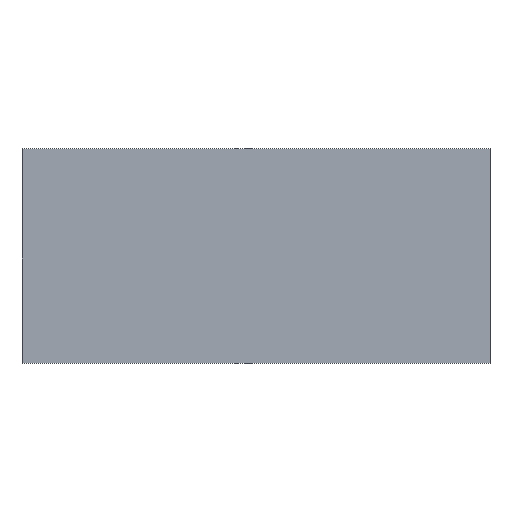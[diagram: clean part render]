
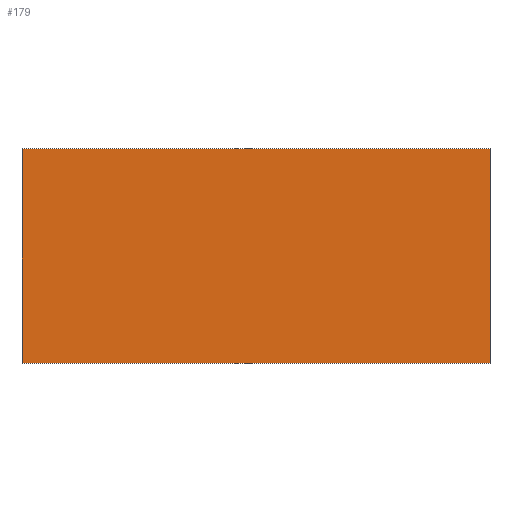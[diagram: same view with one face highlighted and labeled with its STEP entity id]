
A CAD part, top view. The second image highlights one B-rep face of the part: STEP entity #179.
In plain terms, the highlighted planar face has unit normal (0, 0, 1).
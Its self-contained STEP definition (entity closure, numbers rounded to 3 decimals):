
#79=CARTESIAN_POINT('Vertex',(0.,0.,35.)) ;
#82=CARTESIAN_POINT('Line Origine',(0.,550.,35.)) ;
#86=CARTESIAN_POINT('Vertex',(0.,1100.,35.)) ;
#141=CARTESIAN_POINT('Vertex',(2400.,0.,35.)) ;
#144=CARTESIAN_POINT('Line Origine',(1200.,0.,35.)) ;
#156=CARTESIAN_POINT('Axis2P3D Location',(0.,0.,35.)) ;
#161=CARTESIAN_POINT('Line Origine',(2400.,550.,35.)) ;
#165=CARTESIAN_POINT('Vertex',(2400.,1100.,35.)) ;
#168=CARTESIAN_POINT('Line Origine',(1200.,1100.,35.)) ;
#83=DIRECTION('Vector Direction',(0.,-1.,0.)) ;
#145=DIRECTION('Vector Direction',(1.,0.,0.)) ;
#157=DIRECTION('Axis2P3D Direction',(0.,0.,1.)) ;
#158=DIRECTION('Axis2P3D XDirection',(1.,0.,0.)) ;
#162=DIRECTION('Vector Direction',(0.,1.,0.)) ;
#169=DIRECTION('Vector Direction',(1.,0.,0.)) ;
#159=AXIS2_PLACEMENT_3D('Plane Axis2P3D',#156,#157,#158) ;
#174=ORIENTED_EDGE('',*,*,#88,.T.) ;
#175=ORIENTED_EDGE('',*,*,#148,.T.) ;
#176=ORIENTED_EDGE('',*,*,#167,.T.) ;
#177=ORIENTED_EDGE('',*,*,#172,.T.) ;
#84=VECTOR('Line Direction',#83,1.) ;
#146=VECTOR('Line Direction',#145,1.) ;
#163=VECTOR('Line Direction',#162,1.) ;
#170=VECTOR('Line Direction',#169,1.) ;
#179=ADVANCED_FACE('Hauptk\X2\00F6\X0\rper',(#178),#160,.T.) ;
#88=EDGE_CURVE('',#87,#80,#85,.T.) ;
#148=EDGE_CURVE('',#80,#142,#147,.T.) ;
#167=EDGE_CURVE('',#142,#166,#164,.T.) ;
#172=EDGE_CURVE('',#166,#87,#171,.F.) ;
#173=EDGE_LOOP('',(#174,#175,#176,#177)) ;
#178=FACE_OUTER_BOUND('',#173,.T.) ;
#85=LINE('Line',#82,#84) ;
#147=LINE('Line',#144,#146) ;
#164=LINE('Line',#161,#163) ;
#171=LINE('Line',#168,#170) ;
#160=PLANE('Plane',#159) ;
#80=VERTEX_POINT('',#79) ;
#87=VERTEX_POINT('',#86) ;
#142=VERTEX_POINT('',#141) ;
#166=VERTEX_POINT('',#165) ;
